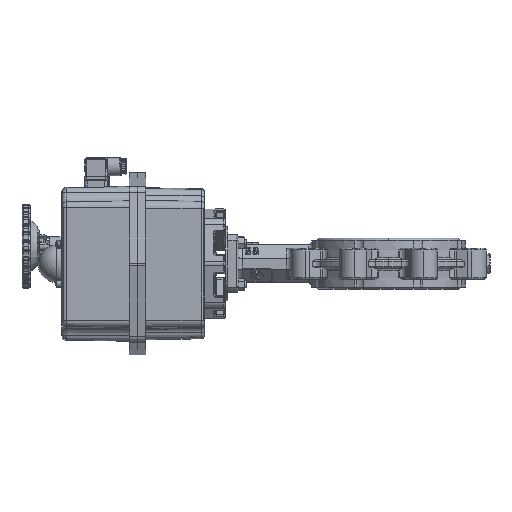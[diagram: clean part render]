
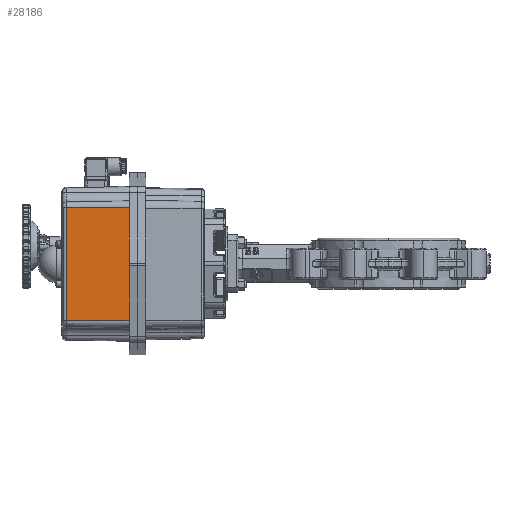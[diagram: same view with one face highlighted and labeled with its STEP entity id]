
A CAD part, left-side view. The second image highlights one B-rep face of the part: STEP entity #28186.
In plain terms, the highlighted planar face has unit normal (-1, 0.018, -0.005).
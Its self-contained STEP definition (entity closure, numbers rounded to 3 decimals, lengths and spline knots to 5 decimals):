
#363 = FACE_OUTER_BOUND ( 'NONE', #9159, .T. ) ;
#2235 = AXIS2_PLACEMENT_3D ( 'NONE', #43473, #57176, #56704 ) ;
#9159 = EDGE_LOOP ( 'NONE', ( #71004, #49554, #14209, #89037 ) ) ;
#9568 = LINE ( 'NONE', #66862, #65694 ) ;
#14209 = ORIENTED_EDGE ( 'NONE', *, *, #43500, .F. ) ;
#14578 = PLANE ( 'NONE',  #2235 ) ;
#23495 = VERTEX_POINT ( 'NONE', #92434 ) ;
#23529 = VERTEX_POINT ( 'NONE', #62157 ) ;
#24536 = VERTEX_POINT ( 'NONE', #42758 ) ;
#28186 = ADVANCED_FACE ( 'NONE', ( #363 ), #14578, .T. ) ;
#35036 = CARTESIAN_POINT ( 'NONE',  ( -0.11769, 0.20398, 0.27058 ) ) ;
#39219 = DIRECTION ( 'NONE',  ( -0.006, 0., 1. ) ) ;
#39855 = CARTESIAN_POINT ( 'NONE',  ( -0.11844, 0.20398, 0.4064 ) ) ;
#40762 = VERTEX_POINT ( 'NONE', #47276 ) ;
#42758 = CARTESIAN_POINT ( 'NONE',  ( -0.11712, 0.27967, 0.40641 ) ) ;
#43473 = CARTESIAN_POINT ( 'NONE',  ( -0.11861, 0.19398, 0.4064 ) ) ;
#43500 = EDGE_CURVE ( 'NONE', #23529, #23495, #68715, .T. ) ;
#46334 = LINE ( 'NONE', #75176, #57962 ) ;
#47276 = CARTESIAN_POINT ( 'NONE',  ( -0.11637, 0.27967, 0.27059 ) ) ;
#49554 = ORIENTED_EDGE ( 'NONE', *, *, #82924, .F. ) ;
#50160 = DIRECTION ( 'NONE',  ( 0.017, 1., 0. ) ) ;
#56704 = DIRECTION ( 'NONE',  ( 0.006, 0., -1. ) ) ;
#57176 = DIRECTION ( 'NONE',  ( -1., 0.017, -0.006 ) ) ;
#57962 = VECTOR ( 'NONE', #39219, 1. ) ;
#59747 = DIRECTION ( 'NONE',  ( 0.017, 1., 0. ) ) ;
#62157 = CARTESIAN_POINT ( 'NONE',  ( -0.11844, 0.20398, 0.4064 ) ) ;
#65694 = VECTOR ( 'NONE', #59747, 1. ) ;
#66862 = CARTESIAN_POINT ( 'NONE',  ( -0.11844, 0.20398, 0.4064 ) ) ;
#68715 = LINE ( 'NONE', #39855, #83227 ) ;
#69662 = DIRECTION ( 'NONE',  ( 0.006, 0., -1. ) ) ;
#69900 = EDGE_CURVE ( 'NONE', #40762, #24536, #46334, .T. ) ;
#70998 = LINE ( 'NONE', #35036, #77260 ) ;
#71004 = ORIENTED_EDGE ( 'NONE', *, *, #69900, .F. ) ;
#75176 = CARTESIAN_POINT ( 'NONE',  ( -0.11637, 0.27967, 0.27059 ) ) ;
#77260 = VECTOR ( 'NONE', #50160, 1. ) ;
#82924 = EDGE_CURVE ( 'NONE', #23495, #40762, #70998, .T. ) ;
#83227 = VECTOR ( 'NONE', #69662, 1. ) ;
#86685 = EDGE_CURVE ( 'NONE', #23529, #24536, #9568, .T. ) ;
#89037 = ORIENTED_EDGE ( 'NONE', *, *, #86685, .T. ) ;
#92434 = CARTESIAN_POINT ( 'NONE',  ( -0.11769, 0.20398, 0.27058 ) ) ;
